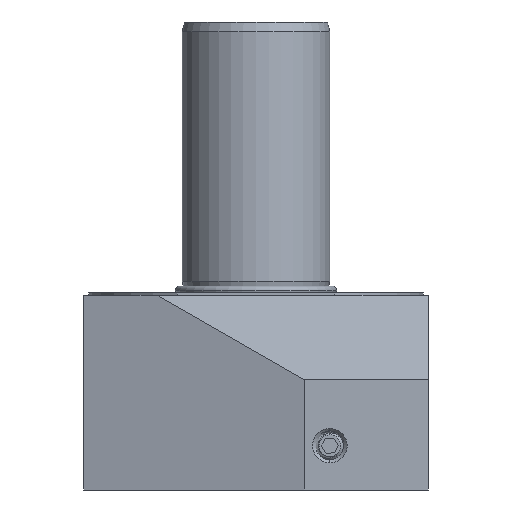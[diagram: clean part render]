
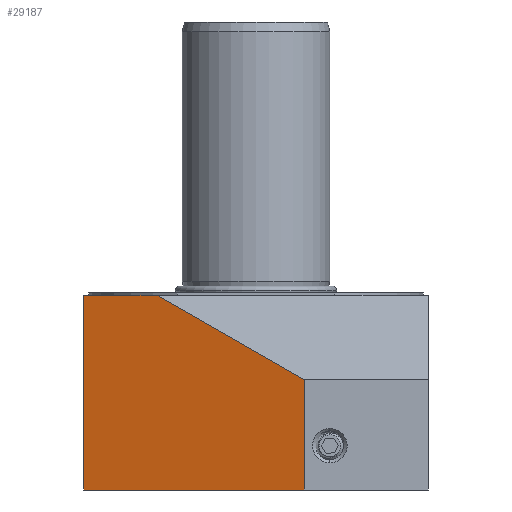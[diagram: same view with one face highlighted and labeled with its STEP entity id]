
A CAD part, front view. The second image highlights one B-rep face of the part: STEP entity #29187.
In plain terms, the highlighted planar face has unit normal (-0.259, -0.966, 0).
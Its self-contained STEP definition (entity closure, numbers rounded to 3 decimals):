
#1101 = FACE_OUTER_BOUND ( 'NONE', #31493, .T. ) ;
#20334 = VECTOR ( 'NONE', #48108, 1000. ) ;
#20344 = LINE ( 'NONE', #48064, #20334 ) ;
#20415 = LINE ( 'NONE', #48536, #20416 ) ;
#20416 = VECTOR ( 'NONE', #48568, 1000. ) ;
#20460 = VECTOR ( 'NONE', #48670, 1000. ) ;
#20463 = VECTOR ( 'NONE', #48663, 1000. ) ;
#20469 = VECTOR ( 'NONE', #48724, 1000. ) ;
#20474 = LINE ( 'NONE', #48680, #20460 ) ;
#20478 = LINE ( 'NONE', #48612, #20463 ) ;
#20487 = LINE ( 'NONE', #48708, #20469 ) ;
#24905 = CARTESIAN_POINT ( 'NONE',  ( -35., -26., -95. ) ) ;
#24920 = CARTESIAN_POINT ( 'NONE',  ( 9.785, -38., -72.656 ) ) ;
#24928 = CARTESIAN_POINT ( 'NONE',  ( -20.072, -30., -55.5 ) ) ;
#24967 = CARTESIAN_POINT ( 'NONE',  ( 9.785, -38., -95. ) ) ;
#26816 = CARTESIAN_POINT ( 'NONE',  ( -35., -26., -55.5 ) ) ;
#29187 = ADVANCED_FACE ( 'NONE', ( #1101 ), #50729, .T. ) ;
#31493 = EDGE_LOOP ( 'NONE', ( #38053, #38049, #38067, #38041, #38018 ) ) ;
#33679 = AXIS2_PLACEMENT_3D ( 'NONE', #50727, #50754, #50711 ) ;
#34533 = EDGE_CURVE ( 'NONE', #48595, #49805, #20344, .T. ) ;
#34640 = EDGE_CURVE ( 'NONE', #48595, #48620, #20415, .T. ) ;
#34661 = EDGE_CURVE ( 'NONE', #48620, #48678, #20474, .T. ) ;
#34668 = EDGE_CURVE ( 'NONE', #49805, #48602, #20478, .T. ) ;
#34678 = EDGE_CURVE ( 'NONE', #48678, #48602, #20487, .T. ) ;
#38018 = ORIENTED_EDGE ( 'NONE', *, *, #34661, .F. ) ;
#38041 = ORIENTED_EDGE ( 'NONE', *, *, #34678, .F. ) ;
#38049 = ORIENTED_EDGE ( 'NONE', *, *, #34533, .T. ) ;
#38053 = ORIENTED_EDGE ( 'NONE', *, *, #34640, .F. ) ;
#38067 = ORIENTED_EDGE ( 'NONE', *, *, #34668, .T. ) ;
#48064 = CARTESIAN_POINT ( 'NONE',  ( -17.345, -30.731, -55.5 ) ) ;
#48108 = DIRECTION ( 'NONE',  ( -0.966, 0.259, 0. ) ) ;
#48536 = CARTESIAN_POINT ( 'NONE',  ( -54.232, -20.847, -35.871 ) ) ;
#48568 = DIRECTION ( 'NONE',  ( 0.845, -0.226, -0.485 ) ) ;
#48595 = VERTEX_POINT ( 'NONE', #24928 ) ;
#48602 = VERTEX_POINT ( 'NONE', #24905 ) ;
#48612 = CARTESIAN_POINT ( 'NONE',  ( -35., -26., 0. ) ) ;
#48620 = VERTEX_POINT ( 'NONE', #24920 ) ;
#48663 = DIRECTION ( 'NONE',  ( 0., 0., -1. ) ) ;
#48670 = DIRECTION ( 'NONE',  ( 0., 0., -1. ) ) ;
#48678 = VERTEX_POINT ( 'NONE', #24967 ) ;
#48680 = CARTESIAN_POINT ( 'NONE',  ( 9.785, -38., 0. ) ) ;
#48708 = CARTESIAN_POINT ( 'NONE',  ( -35., -26., -95. ) ) ;
#48724 = DIRECTION ( 'NONE',  ( -0.966, 0.259, 0. ) ) ;
#49805 = VERTEX_POINT ( 'NONE', #26816 ) ;
#50711 = DIRECTION ( 'NONE',  ( 0.966, -0.259, 0. ) ) ;
#50727 = CARTESIAN_POINT ( 'NONE',  ( -35., -26., 0. ) ) ;
#50729 = PLANE ( 'NONE',  #33679 ) ;
#50754 = DIRECTION ( 'NONE',  ( -0.259, -0.966, 0. ) ) ;
